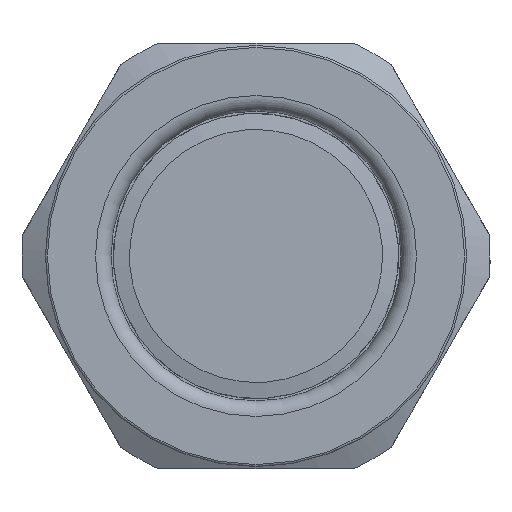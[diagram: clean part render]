
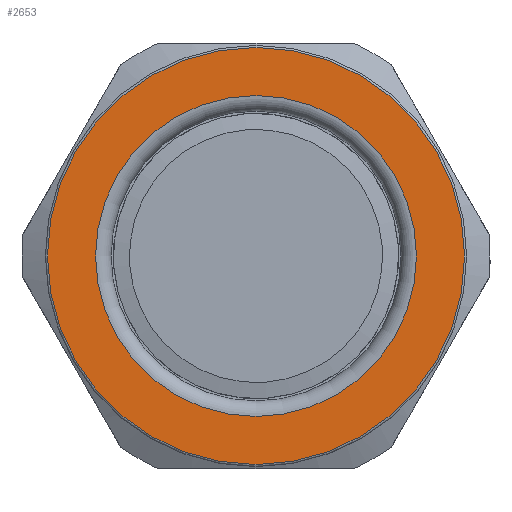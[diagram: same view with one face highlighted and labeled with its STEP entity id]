
A CAD part, left-side view. The second image highlights one B-rep face of the part: STEP entity #2653.
In plain terms, the highlighted planar face has unit normal (-1, 0, 0).
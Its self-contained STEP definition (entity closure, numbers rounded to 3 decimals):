
#362=PLANE('',#3082);
#458=FACE_BOUND('',#956,.T.);
#677=FACE_OUTER_BOUND('',#955,.T.);
#955=EDGE_LOOP('',(#2300));
#956=EDGE_LOOP('',(#2301));
#1177=CIRCLE('',#3081,20.1);
#1178=CIRCLE('',#3083,15.47);
#1408=VERTEX_POINT('',#11168);
#1409=VERTEX_POINT('',#11171);
#1719=EDGE_CURVE('',#1408,#1408,#1177,.T.);
#1720=EDGE_CURVE('',#1409,#1409,#1178,.T.);
#2300=ORIENTED_EDGE('',*,*,#1719,.F.);
#2301=ORIENTED_EDGE('',*,*,#1720,.T.);
#2653=ADVANCED_FACE('',(#677,#458),#362,.T.);
#3081=AXIS2_PLACEMENT_3D('',#11169,#3786,#3787);
#3082=AXIS2_PLACEMENT_3D('',#11170,#3788,#3789);
#3083=AXIS2_PLACEMENT_3D('',#11172,#3790,#3791);
#3786=DIRECTION('center_axis',(1.,0.,0.));
#3787=DIRECTION('ref_axis',(0.,-1.,0.));
#3788=DIRECTION('center_axis',(-1.,0.,0.));
#3789=DIRECTION('ref_axis',(0.,0.,1.));
#3790=DIRECTION('center_axis',(1.,0.,0.));
#3791=DIRECTION('ref_axis',(0.,0.,-1.));
#11168=CARTESIAN_POINT('',(-24.75,20.1,0.));
#11169=CARTESIAN_POINT('Origin',(-24.75,0.,0.));
#11170=CARTESIAN_POINT('Origin',(-24.75,20.3,0.));
#11171=CARTESIAN_POINT('',(-24.75,15.47,0.));
#11172=CARTESIAN_POINT('Origin',(-24.75,0.,0.));
